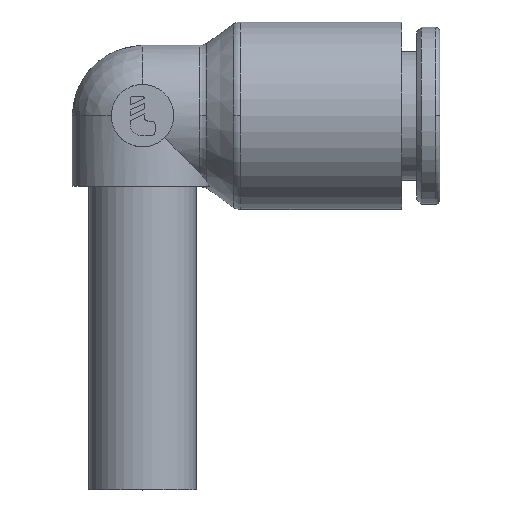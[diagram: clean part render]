
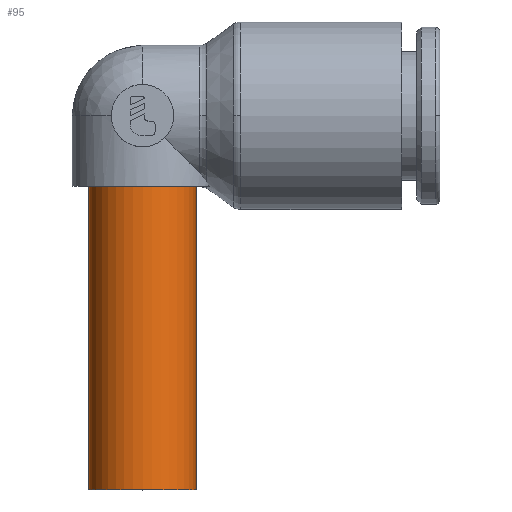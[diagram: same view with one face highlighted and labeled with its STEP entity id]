
A CAD part, top view. The second image highlights one B-rep face of the part: STEP entity #95.
In plain terms, the highlighted cylindrical face has radius 3 mm (diameter 6 mm), a partial arc.
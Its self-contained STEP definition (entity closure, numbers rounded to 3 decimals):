
#95=ADVANCED_FACE('',(#210),#211,.T.);
#210=FACE_OUTER_BOUND('',#340,.T.);
#211=CYLINDRICAL_SURFACE('',#341,3.0);
#340=EDGE_LOOP('',(#772,#773,#774,#775));
#341=AXIS2_PLACEMENT_3D('',#776,#777,#778);
#772=ORIENTED_EDGE('',*,*,#904,.T.);
#773=ORIENTED_EDGE('',*,*,#1014,.T.);
#774=ORIENTED_EDGE('',*,*,#906,.T.);
#775=ORIENTED_EDGE('',*,*,#1017,.F.);
#776=CARTESIAN_POINT('',(0.0,-10.475,0.0));
#777=DIRECTION('',(-0.0,1.0,0.0));
#778=DIRECTION('',(1.0,0.0,0.0));
#904=EDGE_CURVE('',#1094,#1095,#1096,.T.);
#906=EDGE_CURVE('',#1099,#1097,#1100,.T.);
#1014=EDGE_CURVE('',#1095,#1099,#1278,.T.);
#1017=EDGE_CURVE('',#1094,#1097,#1281,.T.);
#1094=VERTEX_POINT('',#1444);
#1095=VERTEX_POINT('',#1445);
#1096=LINE('',#1446,#1447);
#1097=VERTEX_POINT('',#1448);
#1099=VERTEX_POINT('',#1450);
#1100=LINE('',#1451,#1452);
#1278=CIRCLE('',#2002,3.0);
#1281=CIRCLE('',#2005,3.0);
#1444=CARTESIAN_POINT('',(3.0,-20.95,0.0));
#1445=CARTESIAN_POINT('',(3.0,-3.95,0.));
#1446=CARTESIAN_POINT('',(3.0,-10.475,0.));
#1447=VECTOR('',#2093,1.0);
#1448=CARTESIAN_POINT('',(-3.0,-20.95,0.));
#1450=CARTESIAN_POINT('',(-3.0,-3.95,0.));
#1451=CARTESIAN_POINT('',(-3.0,-10.475,0.));
#1452=VECTOR('',#2097,1.0);
#2002=AXIS2_PLACEMENT_3D('',#2274,#2275,#2276);
#2005=AXIS2_PLACEMENT_3D('',#2283,#2284,#2285);
#2093=DIRECTION('',(0.0,1.0,0.0));
#2097=DIRECTION('',(-0.0,-1.0,-0.0));
#2274=CARTESIAN_POINT('',(0.0,-3.95,0.0));
#2275=DIRECTION('',(0.0,-1.0,0.0));
#2276=DIRECTION('',(1.0,0.0,0.0));
#2283=CARTESIAN_POINT('',(0.0,-20.95,0.0));
#2284=DIRECTION('',(0.0,-1.0,0.0));
#2285=DIRECTION('',(1.0,0.0,0.0));
